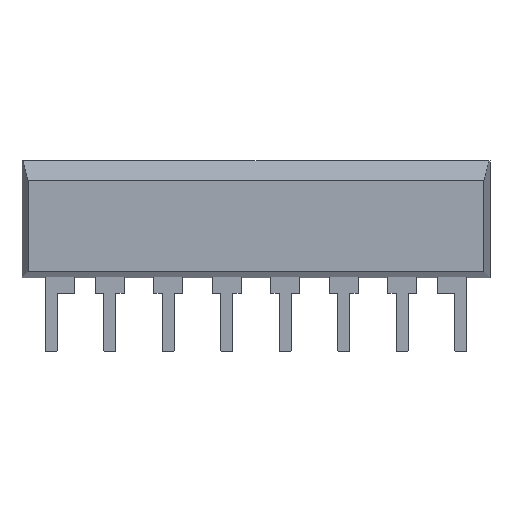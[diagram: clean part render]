
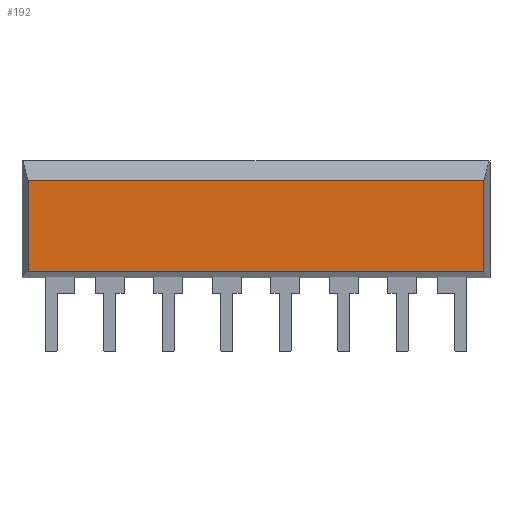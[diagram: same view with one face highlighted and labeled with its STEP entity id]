
A CAD part, front view. The second image highlights one B-rep face of the part: STEP entity #192.
In plain terms, the highlighted planar face has unit normal (0, -1, 0).
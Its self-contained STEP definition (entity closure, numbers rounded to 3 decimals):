
#192=ADVANCED_FACE('',(#1107),#1109,.T.);
#1107=FACE_BOUND('',#1108,.T.);
#1108=EDGE_LOOP('',(#1810,#1811,#1812,#1813));
#1109=PLANE('',#1110);
#1110=AXIS2_PLACEMENT_3D('',#1111,#1112,#1113);
#1111=CARTESIAN_POINT('',(10.16,-1.375,0.937));
#1112=DIRECTION('',(0.,-1.,0.));
#1113=DIRECTION('',(0.,0.,1.));
#1810=ORIENTED_EDGE('',*,*,#2307,.T.);
#1811=ORIENTED_EDGE('',*,*,#2291,.T.);
#1812=ORIENTED_EDGE('',*,*,#2308,.F.);
#1813=ORIENTED_EDGE('',*,*,#2305,.F.);
#2291=EDGE_CURVE('',#2540,#2544,#2546,.T.);
#2305=EDGE_CURVE('',#2567,#2569,#2570,.T.);
#2307=EDGE_CURVE('',#2567,#2540,#2572,.T.);
#2308=EDGE_CURVE('',#2569,#2544,#2573,.T.);
#2540=VERTEX_POINT('',#2957);
#2544=VERTEX_POINT('',#2965);
#2546=LINE('',#2969,#2970);
#2567=VERTEX_POINT('',#3016);
#2569=VERTEX_POINT('',#3020);
#2570=LINE('',#3021,#3022);
#2572=LINE('',#3027,#3028);
#2573=LINE('',#3030,#3031);
#2957=CARTESIAN_POINT('',(9.893,-1.375,4.911));
#2965=CARTESIAN_POINT('',(-9.893,-1.375,4.911));
#2969=CARTESIAN_POINT('',(9.893,-1.375,4.911));
#2970=VECTOR('',#2971,1.);
#2971=DIRECTION('',(-1.,0.,0.));
#3016=CARTESIAN_POINT('',(9.893,-1.375,0.937));
#3020=CARTESIAN_POINT('',(-9.893,-1.375,0.937));
#3021=CARTESIAN_POINT('',(9.893,-1.375,0.937));
#3022=VECTOR('',#3023,1.);
#3023=DIRECTION('',(-1.,0.,0.));
#3027=CARTESIAN_POINT('',(9.893,-1.375,0.937));
#3028=VECTOR('',#3029,1.);
#3029=DIRECTION('',(0.,0.,1.));
#3030=CARTESIAN_POINT('',(-9.893,-1.375,0.937));
#3031=VECTOR('',#3032,1.);
#3032=DIRECTION('',(0.,0.,1.));
